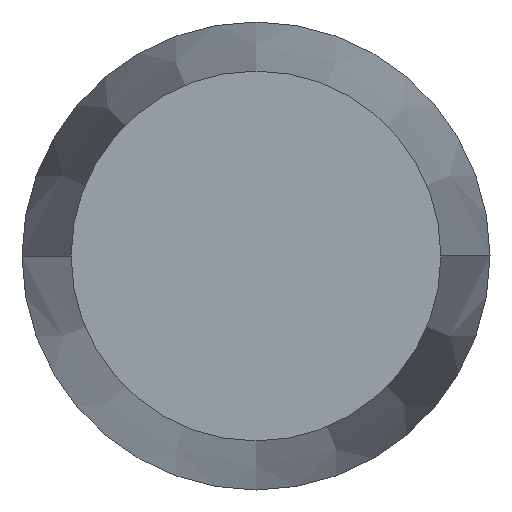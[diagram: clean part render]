
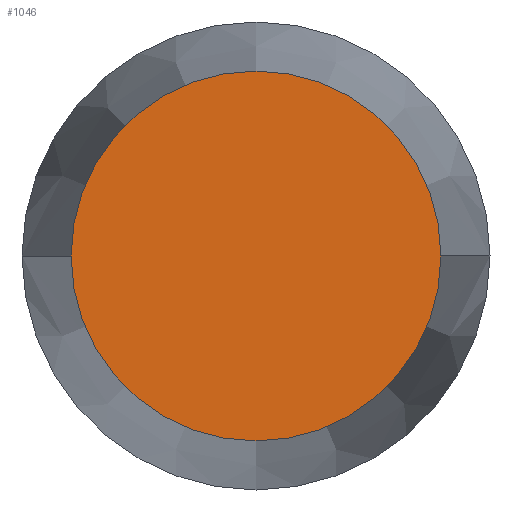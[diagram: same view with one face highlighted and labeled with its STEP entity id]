
A CAD part, left-side view. The second image highlights one B-rep face of the part: STEP entity #1046.
In plain terms, the highlighted planar face has unit normal (-1, 0, 0).
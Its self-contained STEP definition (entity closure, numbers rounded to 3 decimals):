
#30 = AXIS2_PLACEMENT_3D ( 'NONE', #166, #509, #360 ) ;
#42 = CARTESIAN_POINT ( 'NONE',  ( -80., -13.83, 0. ) ) ;
#80 = VERTEX_POINT ( 'NONE', #42 ) ;
#81 = CARTESIAN_POINT ( 'NONE',  ( -80., 0., 0. ) ) ;
#104 = AXIS2_PLACEMENT_3D ( 'NONE', #1003, #1094, #378 ) ;
#130 = EDGE_CURVE ( 'NONE', #442, #80, #700, .T. ) ;
#161 = PLANE ( 'NONE',  #551 ) ;
#166 = CARTESIAN_POINT ( 'NONE',  ( -80., 0., 0. ) ) ;
#290 = CARTESIAN_POINT ( 'NONE',  ( -80., 13.83, 0. ) ) ;
#360 = DIRECTION ( 'NONE',  ( 0., 0., -1. ) ) ;
#369 = EDGE_LOOP ( 'NONE', ( #1034, #743 ) ) ;
#378 = DIRECTION ( 'NONE',  ( 0., 0., -1. ) ) ;
#438 = DIRECTION ( 'NONE',  ( 1., 0., 0. ) ) ;
#442 = VERTEX_POINT ( 'NONE', #290 ) ;
#509 = DIRECTION ( 'NONE',  ( 1., 0., 0. ) ) ;
#551 = AXIS2_PLACEMENT_3D ( 'NONE', #81, #438, #696 ) ;
#696 = DIRECTION ( 'NONE',  ( 0., 0., -1. ) ) ;
#700 = CIRCLE ( 'NONE', #104, 13.83 ) ;
#743 = ORIENTED_EDGE ( 'NONE', *, *, #130, .F. ) ;
#860 = FACE_OUTER_BOUND ( 'NONE', #369, .T. ) ;
#903 = CIRCLE ( 'NONE', #30, 13.83 ) ;
#982 = EDGE_CURVE ( 'NONE', #80, #442, #903, .T. ) ;
#1003 = CARTESIAN_POINT ( 'NONE',  ( -80., 0., 0. ) ) ;
#1034 = ORIENTED_EDGE ( 'NONE', *, *, #982, .F. ) ;
#1046 = ADVANCED_FACE ( 'NONE', ( #860 ), #161, .F. ) ;
#1094 = DIRECTION ( 'NONE',  ( 1., 0., 0. ) ) ;
